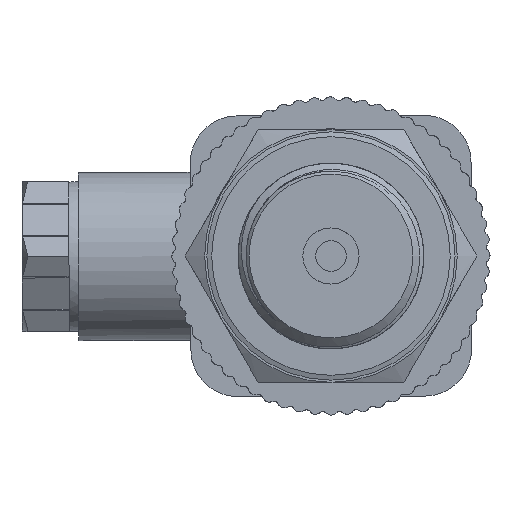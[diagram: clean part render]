
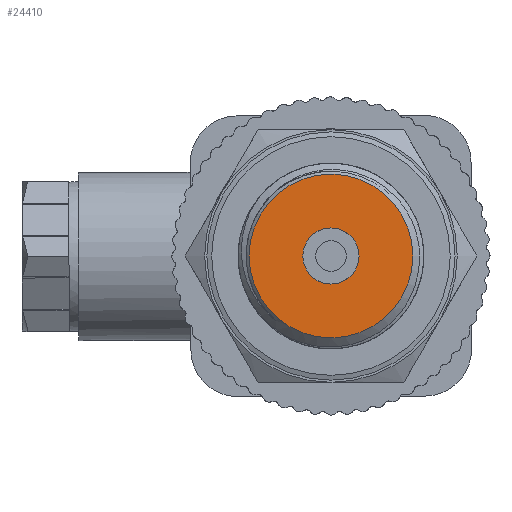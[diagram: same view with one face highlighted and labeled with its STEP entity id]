
A CAD part, left-side view. The second image highlights one B-rep face of the part: STEP entity #24410.
In plain terms, the highlighted conical face has half-angle 90 degrees and reference radius 5.875 mm.
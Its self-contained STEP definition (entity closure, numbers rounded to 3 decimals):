
#1648=CONICAL_SURFACE('',#25714,5.875,1.571);
#2000=FACE_OUTER_BOUND('',#3397,.T.);
#3397=EDGE_LOOP('',(#18235,#18236,#18237,#18238));
#4631=CIRCLE('',#25713,3.);
#4632=CIRCLE('',#25715,8.75);
#6482=LINE('',#52944,#8503);
#8503=VECTOR('',#27691,5.875);
#10769=VERTEX_POINT('',#52939);
#10770=VERTEX_POINT('',#52943);
#13561=EDGE_CURVE('',#10769,#10769,#4631,.T.);
#13563=EDGE_CURVE('',#10769,#10770,#6482,.T.);
#13564=EDGE_CURVE('',#10770,#10770,#4632,.T.);
#18235=ORIENTED_EDGE('',*,*,#13561,.T.);
#18236=ORIENTED_EDGE('',*,*,#13563,.T.);
#18237=ORIENTED_EDGE('',*,*,#13564,.F.);
#18238=ORIENTED_EDGE('',*,*,#13563,.F.);
#24410=ADVANCED_FACE('',(#2000),#1648,.F.);
#25713=AXIS2_PLACEMENT_3D('',#52940,#27686,#27687);
#25714=AXIS2_PLACEMENT_3D('',#52942,#27689,#27690);
#25715=AXIS2_PLACEMENT_3D('',#52945,#27692,#27693);
#27686=DIRECTION('center_axis',(1.,0.,0.));
#27687=DIRECTION('ref_axis',(0.,0.,-1.));
#27689=DIRECTION('center_axis',(-1.,0.,0.));
#27690=DIRECTION('ref_axis',(0.,1.,0.));
#27691=DIRECTION('',(0.,-1.,0.));
#27692=DIRECTION('center_axis',(1.,0.,0.));
#27693=DIRECTION('ref_axis',(0.,0.,-1.));
#52939=CARTESIAN_POINT('',(-75.,-3.,0.));
#52940=CARTESIAN_POINT('Origin',(-75.,0.,
0.));
#52942=CARTESIAN_POINT('Origin',(-75.,0.,
0.));
#52943=CARTESIAN_POINT('',(-75.,-8.75,0.));
#52944=CARTESIAN_POINT('',(-75.,-5.875,0.));
#52945=CARTESIAN_POINT('Origin',(-75.,0.,
0.));
